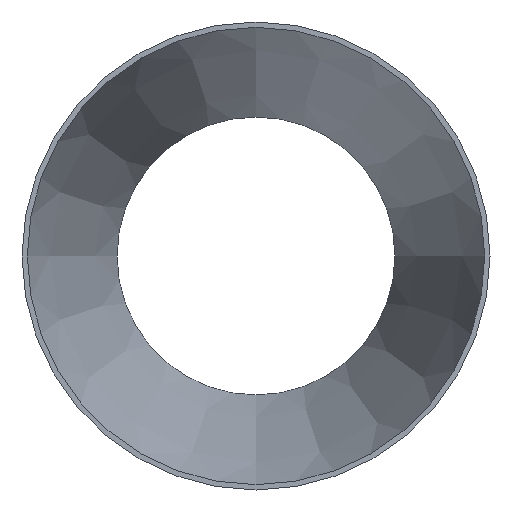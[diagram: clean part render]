
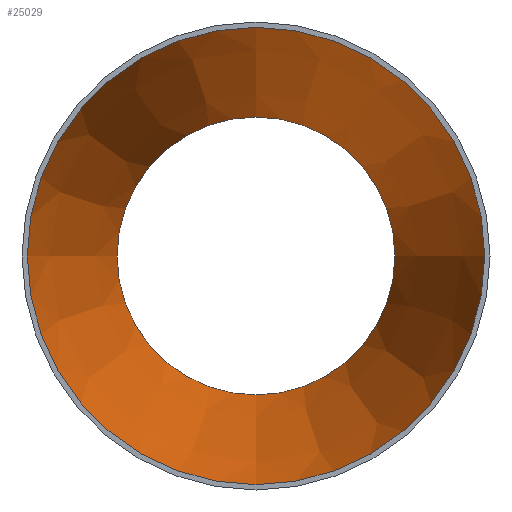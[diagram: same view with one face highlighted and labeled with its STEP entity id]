
A CAD part, front view. The second image highlights one B-rep face of the part: STEP entity #25029.
In plain terms, the highlighted conical face has half-angle 14.668 degrees and reference radius 133.399 mm.
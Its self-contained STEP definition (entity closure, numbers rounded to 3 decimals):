
#42 = DIRECTION ( 'NONE',  ( 0., -1., 0. ) ) ;
#1523 = CARTESIAN_POINT ( 'NONE',  ( 0., 0., -133.399 ) ) ;
#6195 = VERTEX_POINT ( 'NONE', #1523 ) ;
#6682 = DIRECTION ( 'NONE',  ( 0., -1., 0. ) ) ;
#7140 = CARTESIAN_POINT ( 'NONE',  ( 0., 200., 0. ) ) ;
#7384 = DIRECTION ( 'NONE',  ( 0., 0., -1. ) ) ;
#7390 = DIRECTION ( 'NONE',  ( 0., 0., -1. ) ) ;
#8965 = EDGE_CURVE ( 'NONE', #6195, #6195, #26663, .T. ) ;
#10144 = AXIS2_PLACEMENT_3D ( 'NONE', #7140, #11331, #7390 ) ;
#11331 = DIRECTION ( 'NONE',  ( 0., -1., 0. ) ) ;
#13031 = FACE_OUTER_BOUND ( 'NONE', #13878, .T. ) ;
#13878 = EDGE_LOOP ( 'NONE', ( #24547 ) ) ;
#17755 = VERTEX_POINT ( 'NONE', #33806 ) ;
#24439 = CARTESIAN_POINT ( 'NONE',  ( 0., 0., 0. ) ) ;
#24547 = ORIENTED_EDGE ( 'NONE', *, *, #8965, .T. ) ;
#25029 = ADVANCED_FACE ( 'NONE', ( #46070, #13031 ), #34712, .F. ) ;
#26663 = CIRCLE ( 'NONE', #48433, 133.399 ) ;
#28399 = ORIENTED_EDGE ( 'NONE', *, *, #31741, .F. ) ;
#31741 = EDGE_CURVE ( 'NONE', #17755, #17755, #50342, .T. ) ;
#33806 = CARTESIAN_POINT ( 'NONE',  ( 0., 200., -81.049 ) ) ;
#34712 = CONICAL_SURFACE ( 'NONE', #46409, 133.399, 0.256 ) ;
#44825 = EDGE_LOOP ( 'NONE', ( #28399 ) ) ;
#45311 = CARTESIAN_POINT ( 'NONE',  ( 0., 0., 0. ) ) ;
#46070 = FACE_BOUND ( 'NONE', #44825, .T. ) ;
#46409 = AXIS2_PLACEMENT_3D ( 'NONE', #45311, #6682, #50255 ) ;
#48433 = AXIS2_PLACEMENT_3D ( 'NONE', #24439, #42, #7384 ) ;
#50255 = DIRECTION ( 'NONE',  ( 0., 0., -1. ) ) ;
#50342 = CIRCLE ( 'NONE', #10144, 81.049 ) ;
